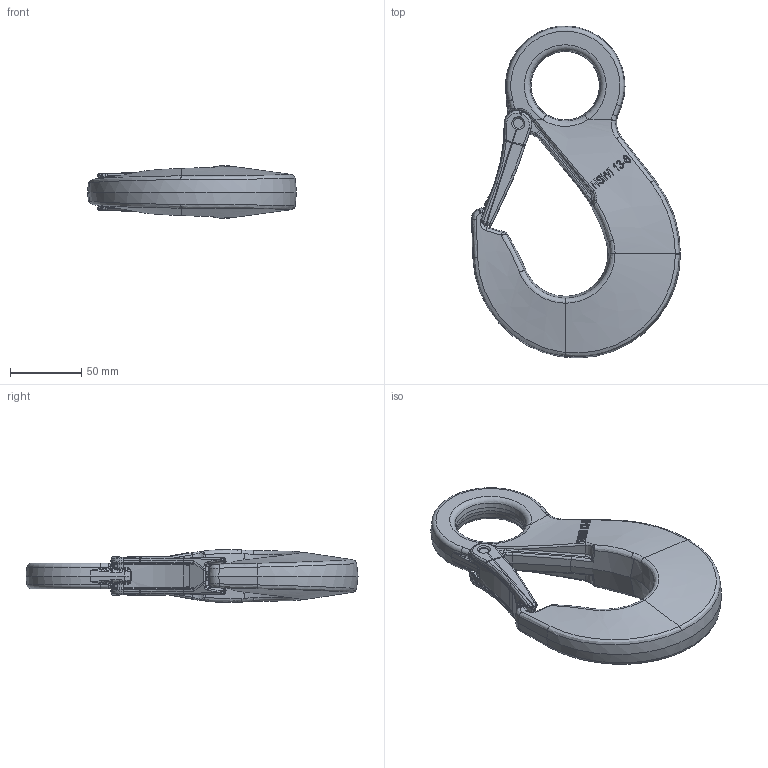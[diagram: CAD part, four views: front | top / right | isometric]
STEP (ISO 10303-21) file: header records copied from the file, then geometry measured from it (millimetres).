
FILE_DESCRIPTION(/* description */ (''),/* implementation_level */ '2;1');
FILE_NAME(/* name */ 'HSWI 13-6 Kundenmodell.stp',/* time_stamp */ '2015-10-27T11:22:46+01:00',/* author */ (''),/* organization */ (''),/* preprocessor_version */ 'ST-DEVELOPER v15',/* originating_system */ 'SIEMENS PLM Software NX 9.0',/* authorisation */ '');
FILE_SCHEMA (('AUTOMOTIVE_DESIGN { 1 0 10303 214 3 1 1 1 }'));
Length unit declared in the file: millimetre
Products named in the file (1): zer0E60B1CDvbtt
Bounding box: 146.91 x 233.34 x 37.15 mm (x, y, z)
Volume: 385327.9 mm3; surface area: 58018.9 mm2
Topology: 3 solids, 3 shells, 734 faces, 1757 edges, 1022 vertices
Faces by surface type: bspline 320, plane 146, cylinder 134, extrusion 54, torus 46, cone 30, sphere 4
Full cylindrical faces by diameter (mm): 7 x4
Entity records: 33791 total; most frequent: CARTESIAN_POINT 19497, ORIENTED_EDGE 3448, DIRECTION 2229, EDGE_CURVE 1724, VERTEX_POINT 1014, AXIS2_PLACEMENT_3D 885, B_SPLINE_CURVE_WITH_KNOTS 849, EDGE_LOOP 758
